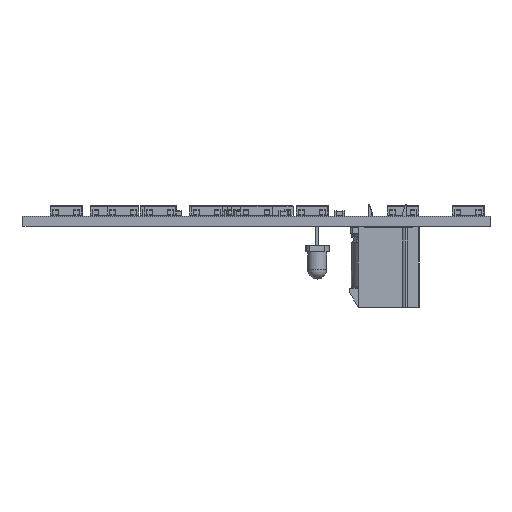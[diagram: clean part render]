
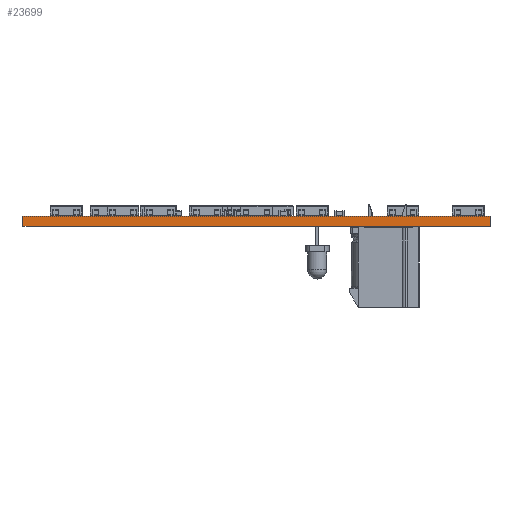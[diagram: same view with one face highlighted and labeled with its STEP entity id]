
A CAD part, left-side view. The second image highlights one B-rep face of the part: STEP entity #23699.
In plain terms, the highlighted planar face has unit normal (-1, -0.007, 0).
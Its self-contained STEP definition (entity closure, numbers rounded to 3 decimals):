
#23518 = PLANE('',#23519);
#23519 = AXIS2_PLACEMENT_3D('',#23520,#23521,#23522);
#23520 = CARTESIAN_POINT('',(-10.592,36.982,0.));
#23521 = DIRECTION('',(-0.002,-1.,0.));
#23522 = DIRECTION('',(-1.,0.002,0.));
#23543 = VERTEX_POINT('',#23544);
#23544 = CARTESIAN_POINT('',(-64.287,37.084,1.6));
#23558 = PLANE('',#23559);
#23559 = AXIS2_PLACEMENT_3D('',#23560,#23561,#23562);
#23560 = CARTESIAN_POINT('',(-6.005,0.117,1.6));
#23561 = DIRECTION('',(0.,0.,1.));
#23562 = DIRECTION('',(1.,0.,0.));
#23570 = EDGE_CURVE('',#23571,#23543,#23573,.T.);
#23571 = VERTEX_POINT('',#23572);
#23572 = CARTESIAN_POINT('',(-64.287,37.084,0.));
#23573 = SURFACE_CURVE('',#23574,(#23578,#23585),.PCURVE_S1.);
#23574 = LINE('',#23575,#23576);
#23575 = CARTESIAN_POINT('',(-64.287,37.084,0.));
#23576 = VECTOR('',#23577,1.);
#23577 = DIRECTION('',(0.,0.,1.));
#23578 = PCURVE('',#23518,#23579);
#23579 = DEFINITIONAL_REPRESENTATION('',(#23580),#23584);
#23580 = LINE('',#23581,#23582);
#23581 = CARTESIAN_POINT('',(53.696,0.));
#23582 = VECTOR('',#23583,1.);
#23583 = DIRECTION('',(0.,-1.));
#23584 = ( GEOMETRIC_REPRESENTATION_CONTEXT(2) 
PARAMETRIC_REPRESENTATION_CONTEXT() REPRESENTATION_CONTEXT('2D SPACE',''
  ) );
#23585 = PCURVE('',#23586,#23591);
#23586 = PLANE('',#23587);
#23587 = AXIS2_PLACEMENT_3D('',#23588,#23589,#23590);
#23588 = CARTESIAN_POINT('',(-64.287,37.084,0.));
#23589 = DIRECTION('',(1.,0.007,0.));
#23590 = DIRECTION('',(0.007,-1.,0.));
#23591 = DEFINITIONAL_REPRESENTATION('',(#23592),#23596);
#23592 = LINE('',#23593,#23594);
#23593 = CARTESIAN_POINT('',(0.,0.));
#23594 = VECTOR('',#23595,1.);
#23595 = DIRECTION('',(0.,-1.));
#23596 = ( GEOMETRIC_REPRESENTATION_CONTEXT(2) 
PARAMETRIC_REPRESENTATION_CONTEXT() REPRESENTATION_CONTEXT('2D SPACE',''
  ) );
#23612 = PLANE('',#23613);
#23613 = AXIS2_PLACEMENT_3D('',#23614,#23615,#23616);
#23614 = CARTESIAN_POINT('',(-6.005,0.117,0.));
#23615 = DIRECTION('',(0.,0.,1.));
#23616 = DIRECTION('',(1.,0.,0.));
#23699 = ADVANCED_FACE('',(#23700),#23586,.F.);
#23700 = FACE_BOUND('',#23701,.F.);
#23701 = EDGE_LOOP('',(#23702,#23703,#23726,#23754));
#23702 = ORIENTED_EDGE('',*,*,#23570,.T.);
#23703 = ORIENTED_EDGE('',*,*,#23704,.T.);
#23704 = EDGE_CURVE('',#23543,#23705,#23707,.T.);
#23705 = VERTEX_POINT('',#23706);
#23706 = CARTESIAN_POINT('',(-63.779,-37.084,1.6));
#23707 = SURFACE_CURVE('',#23708,(#23712,#23719),.PCURVE_S1.);
#23708 = LINE('',#23709,#23710);
#23709 = CARTESIAN_POINT('',(-64.287,37.084,1.6));
#23710 = VECTOR('',#23711,1.);
#23711 = DIRECTION('',(0.007,-1.,0.));
#23712 = PCURVE('',#23586,#23713);
#23713 = DEFINITIONAL_REPRESENTATION('',(#23714),#23718);
#23714 = LINE('',#23715,#23716);
#23715 = CARTESIAN_POINT('',(0.,-1.6));
#23716 = VECTOR('',#23717,1.);
#23717 = DIRECTION('',(1.,0.));
#23718 = ( GEOMETRIC_REPRESENTATION_CONTEXT(2) 
PARAMETRIC_REPRESENTATION_CONTEXT() REPRESENTATION_CONTEXT('2D SPACE',''
  ) );
#23719 = PCURVE('',#23558,#23720);
#23720 = DEFINITIONAL_REPRESENTATION('',(#23721),#23725);
#23721 = LINE('',#23722,#23723);
#23722 = CARTESIAN_POINT('',(-58.282,36.967));
#23723 = VECTOR('',#23724,1.);
#23724 = DIRECTION('',(0.007,-1.));
#23725 = ( GEOMETRIC_REPRESENTATION_CONTEXT(2) 
PARAMETRIC_REPRESENTATION_CONTEXT() REPRESENTATION_CONTEXT('2D SPACE',''
  ) );
#23726 = ORIENTED_EDGE('',*,*,#23727,.F.);
#23727 = EDGE_CURVE('',#23728,#23705,#23730,.T.);
#23728 = VERTEX_POINT('',#23729);
#23729 = CARTESIAN_POINT('',(-63.779,-37.084,0.));
#23730 = SURFACE_CURVE('',#23731,(#23735,#23742),.PCURVE_S1.);
#23731 = LINE('',#23732,#23733);
#23732 = CARTESIAN_POINT('',(-63.779,-37.084,0.));
#23733 = VECTOR('',#23734,1.);
#23734 = DIRECTION('',(0.,0.,1.));
#23735 = PCURVE('',#23586,#23736);
#23736 = DEFINITIONAL_REPRESENTATION('',(#23737),#23741);
#23737 = LINE('',#23738,#23739);
#23738 = CARTESIAN_POINT('',(74.17,0.));
#23739 = VECTOR('',#23740,1.);
#23740 = DIRECTION('',(0.,-1.));
#23741 = ( GEOMETRIC_REPRESENTATION_CONTEXT(2) 
PARAMETRIC_REPRESENTATION_CONTEXT() REPRESENTATION_CONTEXT('2D SPACE',''
  ) );
#23742 = PCURVE('',#23743,#23748);
#23743 = PLANE('',#23744);
#23744 = AXIS2_PLACEMENT_3D('',#23745,#23746,#23747);
#23745 = CARTESIAN_POINT('',(-63.779,-37.084,0.));
#23746 = DIRECTION('',(-0.003,1.,0.));
#23747 = DIRECTION('',(1.,0.003,0.));
#23748 = DEFINITIONAL_REPRESENTATION('',(#23749),#23753);
#23749 = LINE('',#23750,#23751);
#23750 = CARTESIAN_POINT('',(0.,0.));
#23751 = VECTOR('',#23752,1.);
#23752 = DIRECTION('',(0.,-1.));
#23753 = ( GEOMETRIC_REPRESENTATION_CONTEXT(2) 
PARAMETRIC_REPRESENTATION_CONTEXT() REPRESENTATION_CONTEXT('2D SPACE',''
  ) );
#23754 = ORIENTED_EDGE('',*,*,#23755,.F.);
#23755 = EDGE_CURVE('',#23571,#23728,#23756,.T.);
#23756 = SURFACE_CURVE('',#23757,(#23761,#23768),.PCURVE_S1.);
#23757 = LINE('',#23758,#23759);
#23758 = CARTESIAN_POINT('',(-64.287,37.084,0.));
#23759 = VECTOR('',#23760,1.);
#23760 = DIRECTION('',(0.007,-1.,0.));
#23761 = PCURVE('',#23586,#23762);
#23762 = DEFINITIONAL_REPRESENTATION('',(#23763),#23767);
#23763 = LINE('',#23764,#23765);
#23764 = CARTESIAN_POINT('',(0.,0.));
#23765 = VECTOR('',#23766,1.);
#23766 = DIRECTION('',(1.,0.));
#23767 = ( GEOMETRIC_REPRESENTATION_CONTEXT(2) 
PARAMETRIC_REPRESENTATION_CONTEXT() REPRESENTATION_CONTEXT('2D SPACE',''
  ) );
#23768 = PCURVE('',#23612,#23769);
#23769 = DEFINITIONAL_REPRESENTATION('',(#23770),#23774);
#23770 = LINE('',#23771,#23772);
#23771 = CARTESIAN_POINT('',(-58.282,36.967));
#23772 = VECTOR('',#23773,1.);
#23773 = DIRECTION('',(0.007,-1.));
#23774 = ( GEOMETRIC_REPRESENTATION_CONTEXT(2) 
PARAMETRIC_REPRESENTATION_CONTEXT() REPRESENTATION_CONTEXT('2D SPACE',''
  ) );
